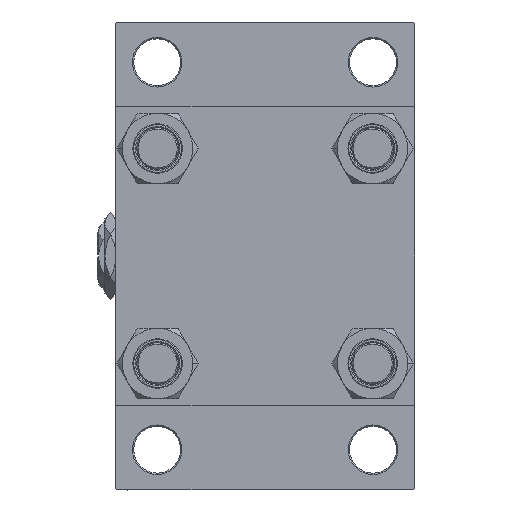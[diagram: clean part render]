
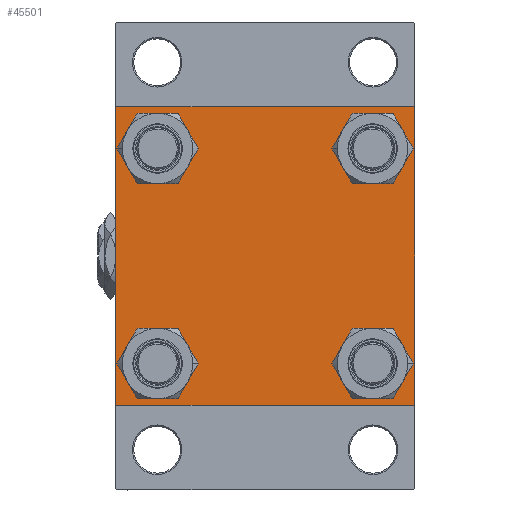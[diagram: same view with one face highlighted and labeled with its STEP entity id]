
A CAD part, left-side view. The second image highlights one B-rep face of the part: STEP entity #45501.
In plain terms, the highlighted planar face has unit normal (-1, 0, 0).
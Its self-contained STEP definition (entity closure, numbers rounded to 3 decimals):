
#9 = DIRECTION ( 'NONE',  ( 1., 0., 0. ) ) ;
#396 = DIRECTION ( 'NONE',  ( 1., 0., 0. ) ) ;
#562 = CIRCLE ( 'NONE', #42397, 8.5 ) ;
#635 = CARTESIAN_POINT ( 'NONE',  ( 0., 41.35, 41.35 ) ) ;
#1028 = ORIENTED_EDGE ( 'NONE', *, *, #8974, .T. ) ;
#1223 = EDGE_CURVE ( 'NONE', #5005, #17225, #24465, .T. ) ;
#1236 = EDGE_LOOP ( 'NONE', ( #17722, #1028 ) ) ;
#2390 = VERTEX_POINT ( 'NONE', #33734 ) ;
#2524 = EDGE_CURVE ( 'NONE', #40931, #36721, #47853, .T. ) ;
#3180 = DIRECTION ( 'NONE',  ( 0., 0., 1. ) ) ;
#3425 = VERTEX_POINT ( 'NONE', #42310 ) ;
#3529 = CARTESIAN_POINT ( 'NONE',  ( 0., 57.25, 57.25 ) ) ;
#3573 = EDGE_CURVE ( 'NONE', #13438, #17225, #41757, .T. ) ;
#3712 = VECTOR ( 'NONE', #4010, 1000. ) ;
#3773 = DIRECTION ( 'NONE',  ( 0., 0.707, -0.707 ) ) ;
#4010 = DIRECTION ( 'NONE',  ( 0., -1., 0. ) ) ;
#5005 = VERTEX_POINT ( 'NONE', #29355 ) ;
#5996 = CARTESIAN_POINT ( 'NONE',  ( 0., -57., -57.5 ) ) ;
#6951 = EDGE_LOOP ( 'NONE', ( #8930, #30967 ) ) ;
#7195 = VERTEX_POINT ( 'NONE', #25651 ) ;
#7261 = EDGE_CURVE ( 'NONE', #2390, #13438, #11561, .T. ) ;
#7479 = CARTESIAN_POINT ( 'NONE',  ( 0., 57.5, 57.5 ) ) ;
#7547 = EDGE_CURVE ( 'NONE', #22984, #13124, #36653, .T. ) ;
#7556 = DIRECTION ( 'NONE',  ( 0., 0., 1. ) ) ;
#7625 = FACE_OUTER_BOUND ( 'NONE', #33331, .T. ) ;
#8930 = ORIENTED_EDGE ( 'NONE', *, *, #40229, .T. ) ;
#8974 = EDGE_CURVE ( 'NONE', #36721, #40931, #562, .T. ) ;
#10907 = ORIENTED_EDGE ( 'NONE', *, *, #27052, .T. ) ;
#11001 = VECTOR ( 'NONE', #38690, 1000. ) ;
#11059 = ORIENTED_EDGE ( 'NONE', *, *, #28656, .T. ) ;
#11168 = CARTESIAN_POINT ( 'NONE',  ( 0., 57.25, -57.25 ) ) ;
#11241 = AXIS2_PLACEMENT_3D ( 'NONE', #19292, #34662, #30141 ) ;
#11273 = AXIS2_PLACEMENT_3D ( 'NONE', #43660, #32810, #24738 ) ;
#11318 = ORIENTED_EDGE ( 'NONE', *, *, #49225, .T. ) ;
#11384 = CARTESIAN_POINT ( 'NONE',  ( 0., 41.35, 32.85 ) ) ;
#11467 = DIRECTION ( 'NONE',  ( 0., 0., 1. ) ) ;
#11561 = LINE ( 'NONE', #15332, #3712 ) ;
#11666 = VERTEX_POINT ( 'NONE', #31477 ) ;
#13124 = VERTEX_POINT ( 'NONE', #48614 ) ;
#13438 = VERTEX_POINT ( 'NONE', #5996 ) ;
#13833 = CARTESIAN_POINT ( 'NONE',  ( 0., 41.35, 49.85 ) ) ;
#13871 = AXIS2_PLACEMENT_3D ( 'NONE', #29354, #21538, #17777 ) ;
#14451 = DIRECTION ( 'NONE',  ( 0., -0.707, -0.707 ) ) ;
#14853 = CARTESIAN_POINT ( 'NONE',  ( 0., 41.35, -32.85 ) ) ;
#15169 = VERTEX_POINT ( 'NONE', #38235 ) ;
#15226 = VECTOR ( 'NONE', #24495, 1000. ) ;
#15332 = CARTESIAN_POINT ( 'NONE',  ( 0., 57.5, -57.5 ) ) ;
#15517 = DIRECTION ( 'NONE',  ( 0., 0., 1. ) ) ;
#16268 = VERTEX_POINT ( 'NONE', #41478 ) ;
#16390 = ORIENTED_EDGE ( 'NONE', *, *, #34736, .F. ) ;
#16456 = VECTOR ( 'NONE', #31784, 1000. ) ;
#16917 = CARTESIAN_POINT ( 'NONE',  ( 0., -57.5, 57.5 ) ) ;
#16950 = LINE ( 'NONE', #33317, #15226 ) ;
#17015 = ORIENTED_EDGE ( 'NONE', *, *, #7261, .T. ) ;
#17143 = EDGE_LOOP ( 'NONE', ( #23721, #29203 ) ) ;
#17225 = VERTEX_POINT ( 'NONE', #23050 ) ;
#17568 = EDGE_LOOP ( 'NONE', ( #24553, #10907 ) ) ;
#17668 = DIRECTION ( 'NONE',  ( 0., 0., 1. ) ) ;
#17722 = ORIENTED_EDGE ( 'NONE', *, *, #2524, .T. ) ;
#17777 = DIRECTION ( 'NONE',  ( 0., 0., 1. ) ) ;
#18420 = CARTESIAN_POINT ( 'NONE',  ( 0., -41.35, 41.35 ) ) ;
#19292 = CARTESIAN_POINT ( 'NONE',  ( 0., -41.35, -41.35 ) ) ;
#19417 = CARTESIAN_POINT ( 'NONE',  ( 0., -41.35, -49.85 ) ) ;
#20953 = FACE_BOUND ( 'NONE', #6951, .T. ) ;
#21108 = VERTEX_POINT ( 'NONE', #49585 ) ;
#21538 = DIRECTION ( 'NONE',  ( 1., 0., 0. ) ) ;
#21584 = VECTOR ( 'NONE', #3773, 1000. ) ;
#22281 = CARTESIAN_POINT ( 'NONE',  ( 0., 41.35, -41.35 ) ) ;
#22809 = DIRECTION ( 'NONE',  ( 1., 0., 0. ) ) ;
#22950 = DIRECTION ( 'NONE',  ( -1., 0., 0. ) ) ;
#22984 = VERTEX_POINT ( 'NONE', #19417 ) ;
#23050 = CARTESIAN_POINT ( 'NONE',  ( 0., -57.5, -57. ) ) ;
#23721 = ORIENTED_EDGE ( 'NONE', *, *, #39268, .T. ) ;
#24056 = CIRCLE ( 'NONE', #11241, 8.5 ) ;
#24465 = LINE ( 'NONE', #16917, #16456 ) ;
#24495 = DIRECTION ( 'NONE',  ( 0., -1., 0. ) ) ;
#24553 = ORIENTED_EDGE ( 'NONE', *, *, #25861, .T. ) ;
#24675 = CARTESIAN_POINT ( 'NONE',  ( 0., -57.25, 57.25 ) ) ;
#24738 = DIRECTION ( 'NONE',  ( 0., 0., 1. ) ) ;
#25651 = CARTESIAN_POINT ( 'NONE',  ( 0., 57.5, -57. ) ) ;
#25861 = EDGE_CURVE ( 'NONE', #16268, #3425, #30754, .T. ) ;
#25967 = DIRECTION ( 'NONE',  ( 1., 0., 0. ) ) ;
#26853 = DIRECTION ( 'NONE',  ( 0., -0.707, 0.707 ) ) ;
#27052 = EDGE_CURVE ( 'NONE', #3425, #16268, #42882, .T. ) ;
#27621 = CIRCLE ( 'NONE', #34090, 8.5 ) ;
#27722 = DIRECTION ( 'NONE',  ( 0., 0.707, 0.707 ) ) ;
#28510 = FACE_BOUND ( 'NONE', #17143, .T. ) ;
#28656 = EDGE_CURVE ( 'NONE', #48363, #7195, #37692, .T. ) ;
#29203 = ORIENTED_EDGE ( 'NONE', *, *, #7547, .T. ) ;
#29354 = CARTESIAN_POINT ( 'NONE',  ( 0., -41.35, 41.35 ) ) ;
#29355 = CARTESIAN_POINT ( 'NONE',  ( 0., -57.5, 57. ) ) ;
#29360 = AXIS2_PLACEMENT_3D ( 'NONE', #31428, #9, #7556 ) ;
#29588 = ORIENTED_EDGE ( 'NONE', *, *, #3573, .T. ) ;
#30141 = DIRECTION ( 'NONE',  ( 0., 0., 1. ) ) ;
#30286 = LINE ( 'NONE', #11168, #34014 ) ;
#30337 = AXIS2_PLACEMENT_3D ( 'NONE', #41981, #22809, #15517 ) ;
#30754 = CIRCLE ( 'NONE', #13871, 8.5 ) ;
#30967 = ORIENTED_EDGE ( 'NONE', *, *, #48919, .T. ) ;
#31428 = CARTESIAN_POINT ( 'NONE',  ( 0., 41.35, 41.35 ) ) ;
#31477 = CARTESIAN_POINT ( 'NONE',  ( 0., -57., 57.5 ) ) ;
#31513 = LINE ( 'NONE', #24675, #41733 ) ;
#31784 = DIRECTION ( 'NONE',  ( 0., 0., -1. ) ) ;
#32292 = FACE_BOUND ( 'NONE', #17568, .T. ) ;
#32809 = EDGE_CURVE ( 'NONE', #5005, #11666, #31513, .T. ) ;
#32810 = DIRECTION ( 'NONE',  ( 1., 0., 0. ) ) ;
#32965 = CIRCLE ( 'NONE', #11273, 8.5 ) ;
#33317 = CARTESIAN_POINT ( 'NONE',  ( 0., 57.5, 57.5 ) ) ;
#33331 = EDGE_LOOP ( 'NONE', ( #11059, #11318, #17015, #29588, #35185, #35442, #16390, #35020 ) ) ;
#33734 = CARTESIAN_POINT ( 'NONE',  ( 0., 57., -57.5 ) ) ;
#33809 = DIRECTION ( 'NONE',  ( 0., 0., 1. ) ) ;
#34014 = VECTOR ( 'NONE', #14451, 1000. ) ;
#34058 = CARTESIAN_POINT ( 'NONE',  ( 0., 0., 0. ) ) ;
#34090 = AXIS2_PLACEMENT_3D ( 'NONE', #22281, #49001, #3180 ) ;
#34662 = DIRECTION ( 'NONE',  ( 1., 0., 0. ) ) ;
#34736 = EDGE_CURVE ( 'NONE', #21108, #11666, #16950, .T. ) ;
#35020 = ORIENTED_EDGE ( 'NONE', *, *, #36985, .T. ) ;
#35185 = ORIENTED_EDGE ( 'NONE', *, *, #1223, .F. ) ;
#35442 = ORIENTED_EDGE ( 'NONE', *, *, #32809, .T. ) ;
#36330 = FACE_BOUND ( 'NONE', #1236, .T. ) ;
#36463 = CARTESIAN_POINT ( 'NONE',  ( 0., 57.5, 57. ) ) ;
#36653 = CIRCLE ( 'NONE', #30337, 8.5 ) ;
#36721 = VERTEX_POINT ( 'NONE', #11384 ) ;
#36985 = EDGE_CURVE ( 'NONE', #21108, #48363, #38265, .T. ) ;
#37692 = LINE ( 'NONE', #7479, #11001 ) ;
#38025 = AXIS2_PLACEMENT_3D ( 'NONE', #34058, #22950, #33809 ) ;
#38235 = CARTESIAN_POINT ( 'NONE',  ( 0., 41.35, -49.85 ) ) ;
#38265 = LINE ( 'NONE', #3529, #21584 ) ;
#38690 = DIRECTION ( 'NONE',  ( 0., 0., -1. ) ) ;
#39268 = EDGE_CURVE ( 'NONE', #13124, #22984, #24056, .T. ) ;
#40229 = EDGE_CURVE ( 'NONE', #44651, #15169, #32965, .T. ) ;
#40469 = AXIS2_PLACEMENT_3D ( 'NONE', #18420, #25967, #17668 ) ;
#40931 = VERTEX_POINT ( 'NONE', #13833 ) ;
#41478 = CARTESIAN_POINT ( 'NONE',  ( 0., -41.35, 49.85 ) ) ;
#41512 = CARTESIAN_POINT ( 'NONE',  ( 0., -57.25, -57.25 ) ) ;
#41733 = VECTOR ( 'NONE', #27722, 1000. ) ;
#41757 = LINE ( 'NONE', #41512, #49513 ) ;
#41981 = CARTESIAN_POINT ( 'NONE',  ( 0., -41.35, -41.35 ) ) ;
#42310 = CARTESIAN_POINT ( 'NONE',  ( 0., -41.35, 32.85 ) ) ;
#42397 = AXIS2_PLACEMENT_3D ( 'NONE', #635, #396, #11467 ) ;
#42882 = CIRCLE ( 'NONE', #40469, 8.5 ) ;
#43660 = CARTESIAN_POINT ( 'NONE',  ( 0., 41.35, -41.35 ) ) ;
#44651 = VERTEX_POINT ( 'NONE', #14853 ) ;
#45501 = ADVANCED_FACE ( 'NONE', ( #32292, #28510, #20953, #36330, #7625 ), #49675, .T. ) ;
#47853 = CIRCLE ( 'NONE', #29360, 8.5 ) ;
#48363 = VERTEX_POINT ( 'NONE', #36463 ) ;
#48614 = CARTESIAN_POINT ( 'NONE',  ( 0., -41.35, -32.85 ) ) ;
#48919 = EDGE_CURVE ( 'NONE', #15169, #44651, #27621, .T. ) ;
#49001 = DIRECTION ( 'NONE',  ( 1., 0., 0. ) ) ;
#49225 = EDGE_CURVE ( 'NONE', #7195, #2390, #30286, .T. ) ;
#49513 = VECTOR ( 'NONE', #26853, 1000. ) ;
#49585 = CARTESIAN_POINT ( 'NONE',  ( 0., 57., 57.5 ) ) ;
#49675 = PLANE ( 'NONE',  #38025 ) ;
